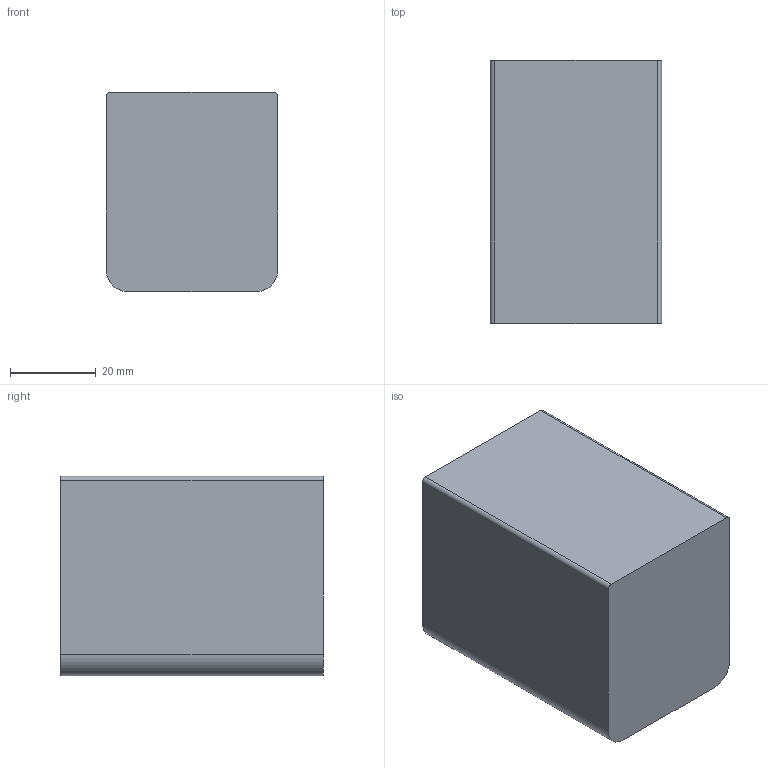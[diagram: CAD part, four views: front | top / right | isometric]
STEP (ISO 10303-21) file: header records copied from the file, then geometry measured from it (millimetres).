
FILE_DESCRIPTION (( 'STEP AP203' ), '1' );
FILE_NAME ('湖艦馱撿.', '2026-01-10T03:35:24', ( '' ), ( '' ), 'SwSTEP 2.0', 'SolidWorks 2025', '' );
FILE_SCHEMA (( 'CONFIG_CONTROL_DESIGN' ));
Length unit declared in the file: millimetre
Products named in the file (1): 打磨工具
Bounding box: 39.9 x 61.2 x 46.4 mm (x, y, z)
Volume: 45528 mm3; surface area: 44428.2 mm2
Topology: 1 solids, 1 shells, 95 faces, 223 edges, 142 vertices
Faces by surface type: plane 56, cylinder 29, torus 10
Entity records: 2792 total; most frequent: CARTESIAN_POINT 509, DIRECTION 465, ORIENTED_EDGE 446, EDGE_CURVE 223, AXIS2_PLACEMENT_3D 158, VECTOR 149, LINE 149, VERTEX_POINT 142
